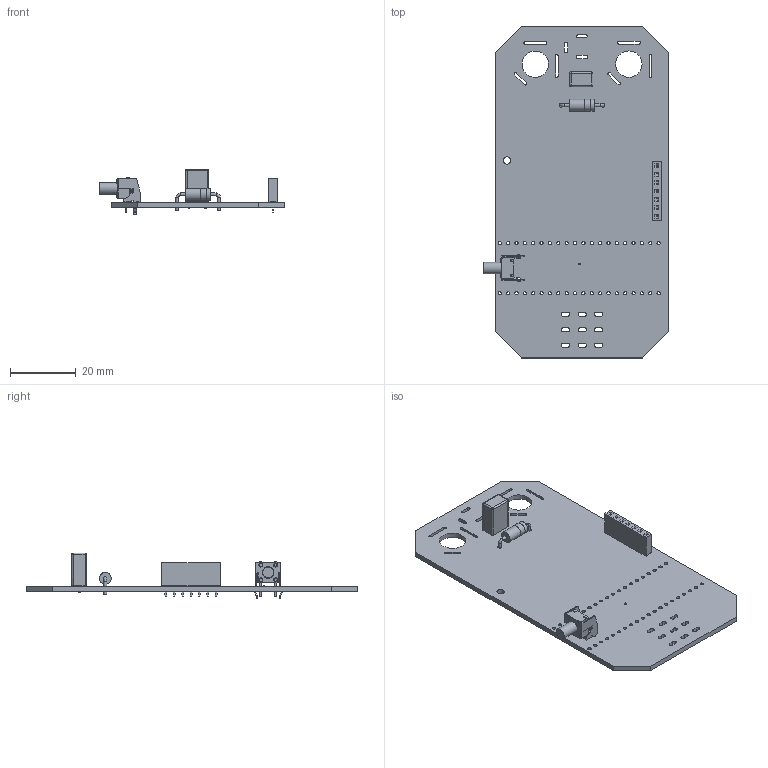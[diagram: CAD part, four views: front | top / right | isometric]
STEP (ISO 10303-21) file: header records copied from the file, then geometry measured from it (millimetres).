
FILE_DESCRIPTION(('KiCad electronic assembly'),'2;1');
FILE_NAME('Dohle TankVerb.step','2022-09-28T15:51:13',('Pcbnew'),( 'Kicad'),'Open CASCADE STEP processor 7.5','KiCad to STEP converter' ,'Unknown');
FILE_SCHEMA(('AUTOMOTIVE_DESIGN { 1 0 10303 214 1 1 1 1 }'));
Length unit declared in the file: millimetre
Products named in the file (12): Dohle TankVerb 1; PinSocket_1x07_P2.54mm_Vertical; SOLID; C_Rect_L7.0mm_W4.5mm_P5.00mm; D_DO-15_P12.70mm_Horizontal; R_0201_0603Metric; PTS645VJM61LFS; Dohle TankVerb PCB
Assembly tree (11 placements, depth 3):
  Dohle TankVerb 1
    PinSocket_1x07_P2.54mm_Vertical
      SOLID
    C_Rect_L7.0mm_W4.5mm_P5.00mm
      SOLID
    D_DO-15_P12.70mm_Horizontal
      SOLID
    R_0201_0603Metric
      SOLID
    PTS645VJM61LFS
      SOLID
    Dohle TankVerb PCB
Bounding box: 56.48 x 100.85 x 13.95 mm (x, y, z)
Volume: 8887 mm3; surface area: 12447.9 mm2
Topology: 6 solids, 6 shells, 587 faces, 1572 edges, 1010 vertices
Faces by surface type: bspline 447, cylinder 94, plane 46
Full cylindrical faces by diameter (mm): 0.8 x2, 1 x47, 1.05 x2, 1.2 x2, 1.3 x2, 2.2 x1, 8 x2
Entity records: 40163 total; most frequent: CARTESIAN_POINT 14601, B_SPLINE_CURVE_WITH_KNOTS 3145, ORIENTED_EDGE 3102, PCURVE 3102, DEFINITIONAL_REPRESENTATION 3102, EDGE_CURVE 1551, DIRECTION 1546, SURFACE_CURVE 1472
